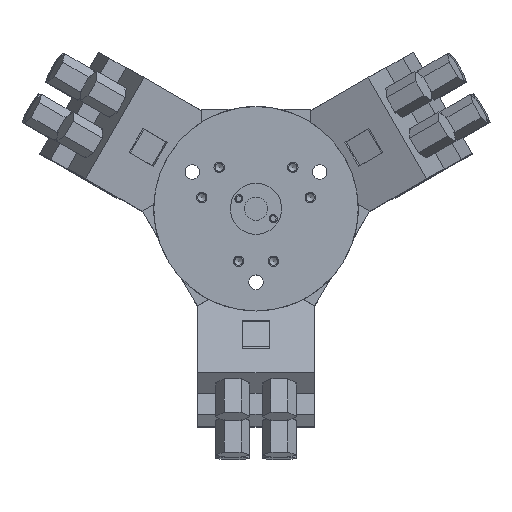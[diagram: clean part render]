
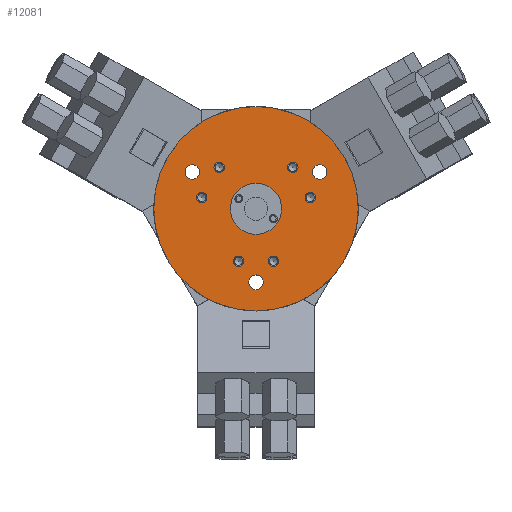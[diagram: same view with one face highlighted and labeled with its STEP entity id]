
A CAD part, top view. The second image highlights one B-rep face of the part: STEP entity #12081.
In plain terms, the highlighted planar face has unit normal (0, 0, 1).
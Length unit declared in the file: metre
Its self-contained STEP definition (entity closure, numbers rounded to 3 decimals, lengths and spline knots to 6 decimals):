
#480=CIRCLE('',#13390,0.022225);
#483=CIRCLE('',#13395,0.001588);
#485=CIRCLE('',#13398,0.001588);
#487=CIRCLE('',#13401,0.001588);
#491=CIRCLE('',#13410,0.005556);
#492=CIRCLE('',#13411,0.00113);
#493=CIRCLE('',#13412,0.00113);
#494=CIRCLE('',#13413,0.00113);
#495=CIRCLE('',#13414,0.00113);
#496=CIRCLE('',#13415,0.00113);
#497=CIRCLE('',#13416,0.00113);
#2515=ORIENTED_EDGE('',*,*,#4886,.F.);
#2516=ORIENTED_EDGE('',*,*,#4874,.F.);
#2517=ORIENTED_EDGE('',*,*,#4877,.T.);
#2518=ORIENTED_EDGE('',*,*,#4879,.T.);
#2519=ORIENTED_EDGE('',*,*,#4881,.T.);
#2520=ORIENTED_EDGE('',*,*,#4887,.T.);
#2521=ORIENTED_EDGE('',*,*,#4888,.T.);
#2522=ORIENTED_EDGE('',*,*,#4889,.T.);
#2523=ORIENTED_EDGE('',*,*,#4890,.T.);
#2524=ORIENTED_EDGE('',*,*,#4891,.T.);
#2525=ORIENTED_EDGE('',*,*,#4892,.T.);
#4874=EDGE_CURVE('',#6201,#6201,#480,.T.);
#4877=EDGE_CURVE('',#6204,#6204,#483,.T.);
#4879=EDGE_CURVE('',#6206,#6206,#485,.T.);
#4881=EDGE_CURVE('',#6208,#6208,#487,.T.);
#4886=EDGE_CURVE('',#6212,#6212,#491,.T.);
#4887=EDGE_CURVE('',#6213,#6213,#492,.T.);
#4888=EDGE_CURVE('',#6214,#6214,#493,.T.);
#4889=EDGE_CURVE('',#6215,#6215,#494,.T.);
#4890=EDGE_CURVE('',#6216,#6216,#495,.T.);
#4891=EDGE_CURVE('',#6217,#6217,#496,.T.);
#4892=EDGE_CURVE('',#6218,#6218,#497,.T.);
#6201=VERTEX_POINT('',#19577);
#6204=VERTEX_POINT('',#19585);
#6206=VERTEX_POINT('',#19590);
#6208=VERTEX_POINT('',#19595);
#6212=VERTEX_POINT('',#19609);
#6213=VERTEX_POINT('',#19611);
#6214=VERTEX_POINT('',#19613);
#6215=VERTEX_POINT('',#19615);
#6216=VERTEX_POINT('',#19617);
#6217=VERTEX_POINT('',#19619);
#6218=VERTEX_POINT('',#19621);
#9526=EDGE_LOOP('',(#2515));
#9527=EDGE_LOOP('',(#2516));
#9528=EDGE_LOOP('',(#2517));
#9529=EDGE_LOOP('',(#2518));
#9530=EDGE_LOOP('',(#2519));
#9531=EDGE_LOOP('',(#2520));
#9532=EDGE_LOOP('',(#2521));
#9533=EDGE_LOOP('',(#2522));
#9534=EDGE_LOOP('',(#2523));
#9535=EDGE_LOOP('',(#2524));
#9536=EDGE_LOOP('',(#2525));
#10610=FACE_BOUND('',#9526,.T.);
#10611=FACE_BOUND('',#9527,.T.);
#10612=FACE_BOUND('',#9528,.T.);
#10613=FACE_BOUND('',#9529,.T.);
#10614=FACE_BOUND('',#9530,.T.);
#10615=FACE_BOUND('',#9531,.T.);
#10616=FACE_BOUND('',#9532,.T.);
#10617=FACE_BOUND('',#9533,.T.);
#10618=FACE_BOUND('',#9534,.T.);
#10619=FACE_BOUND('',#9535,.T.);
#10620=FACE_BOUND('',#9536,.T.);
#11418=PLANE('',#13409);
#12081=ADVANCED_FACE('',(#10610,#10611,#10612,#10613,#10614,#10615,#10616,
#10617,#10618,#10619,#10620),#11418,.F.);
#13390=AXIS2_PLACEMENT_3D('',#19576,#15878,#15879);
#13395=AXIS2_PLACEMENT_3D('',#19584,#15888,#15889);
#13398=AXIS2_PLACEMENT_3D('',#19589,#15894,#15895);
#13401=AXIS2_PLACEMENT_3D('',#19594,#15900,#15901);
#13409=AXIS2_PLACEMENT_3D('',#19607,#15917,#15918);
#13410=AXIS2_PLACEMENT_3D('',#19608,#15919,#15920);
#13411=AXIS2_PLACEMENT_3D('',#19610,#15921,#15922);
#13412=AXIS2_PLACEMENT_3D('',#19612,#15923,#15924);
#13413=AXIS2_PLACEMENT_3D('',#19614,#15925,#15926);
#13414=AXIS2_PLACEMENT_3D('',#19616,#15927,#15928);
#13415=AXIS2_PLACEMENT_3D('',#19618,#15929,#15930);
#13416=AXIS2_PLACEMENT_3D('',#19620,#15931,#15932);
#15878=DIRECTION('',(0.,0.,-1.));
#15879=DIRECTION('',(-0.5,-0.866,0.));
#15888=DIRECTION('',(0.,0.,-1.));
#15889=DIRECTION('',(-0.5,-0.866,0.));
#15894=DIRECTION('',(0.,0.,-1.));
#15895=DIRECTION('',(-0.5,-0.866,0.));
#15900=DIRECTION('',(0.,0.,-1.));
#15901=DIRECTION('',(-0.5,-0.866,0.));
#15917=DIRECTION('',(0.,0.,-1.));
#15918=DIRECTION('',(-0.5,-0.866,0.));
#15919=DIRECTION('',(0.,0.,1.));
#15920=DIRECTION('',(-0.5,-0.866,0.));
#15921=DIRECTION('',(0.,0.,-1.));
#15922=DIRECTION('',(0.866,-0.5,0.));
#15923=DIRECTION('',(0.,0.,-1.));
#15924=DIRECTION('',(0.866,-0.5,0.));
#15925=DIRECTION('',(0.,0.,-1.));
#15926=DIRECTION('',(0.866,-0.5,0.));
#15927=DIRECTION('',(0.,0.,-1.));
#15928=DIRECTION('',(0.866,-0.5,0.));
#15929=DIRECTION('',(0.,0.,-1.));
#15930=DIRECTION('',(0.866,-0.5,0.));
#15931=DIRECTION('',(0.,0.,-1.));
#15932=DIRECTION('',(0.866,-0.5,0.));
#19576=CARTESIAN_POINT('',(0.,0.,0.002667));
#19577=CARTESIAN_POINT('',(-0.011113,-0.019247,0.002667));
#19584=CARTESIAN_POINT('',(-0.013843,0.007992,0.002667));
#19585=CARTESIAN_POINT('',(-0.014637,0.006617,0.002667));
#19589=CARTESIAN_POINT('',(0.013843,0.007992,0.002667));
#19590=CARTESIAN_POINT('',(0.013049,0.006617,0.002667));
#19594=CARTESIAN_POINT('',(0.,-0.015985,0.002667));
#19595=CARTESIAN_POINT('',(-0.000794,-0.017359,0.002667));
#19607=CARTESIAN_POINT('',(0.,0.,0.002667));
#19608=CARTESIAN_POINT('',(0.,0.,0.002667));
#19609=CARTESIAN_POINT('',(-0.002778,-0.004812,0.002667));
#19610=CARTESIAN_POINT('',(0.011788,0.002432,0.002667));
#19611=CARTESIAN_POINT('',(0.012766,0.001867,0.002667));
#19612=CARTESIAN_POINT('',(0.003788,-0.011424,0.002667));
#19613=CARTESIAN_POINT('',(0.004766,-0.011989,0.002667));
#19614=CARTESIAN_POINT('',(-0.003788,-0.011424,0.002667));
#19615=CARTESIAN_POINT('',(-0.002809,-0.011989,0.002667));
#19616=CARTESIAN_POINT('',(-0.011788,0.002432,0.002667));
#19617=CARTESIAN_POINT('',(-0.010809,0.001867,0.002667));
#19618=CARTESIAN_POINT('',(-0.008,0.008992,0.002667));
#19619=CARTESIAN_POINT('',(-0.007021,0.008427,0.002667));
#19620=CARTESIAN_POINT('',(0.008,0.008992,0.002667));
#19621=CARTESIAN_POINT('',(0.008979,0.008427,0.002667));
